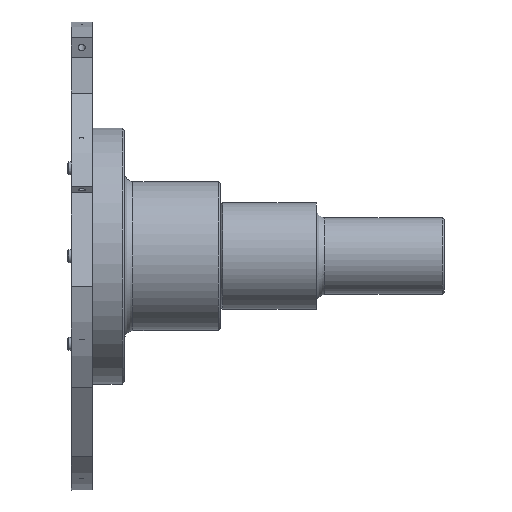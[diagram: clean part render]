
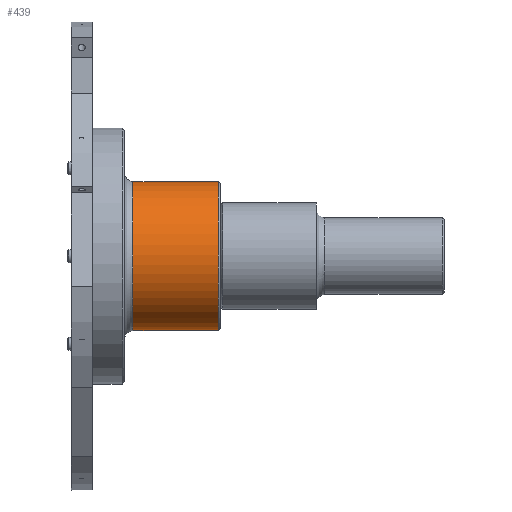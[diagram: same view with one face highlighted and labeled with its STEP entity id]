
A CAD part, top view. The second image highlights one B-rep face of the part: STEP entity #439.
In plain terms, the highlighted free-form (B-spline) face has degree [2, 1] with [7, 2] control points.
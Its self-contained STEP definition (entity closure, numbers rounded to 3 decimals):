
#140 = VERTEX_POINT('',#141);
#141 = CARTESIAN_POINT('',(24.383,44.917,0.));
#149 = EDGE_CURVE('',#140,#140,#150,.T.);
#150 = ( BOUNDED_CURVE() B_SPLINE_CURVE(2,(#151,#152,#153,#154,#155,#156
,#157),.UNSPECIFIED.,.T.,.F.) B_SPLINE_CURVE_WITH_KNOTS((1,2,2,2,2,1),(
    -2.094,0.,2.094,4.189,6.283,
8.378),.UNSPECIFIED.) CURVE() GEOMETRIC_REPRESENTATION_ITEM() 
RATIONAL_B_SPLINE_CURVE((1.,0.5,1.,0.5,1.,0.5,1.)) REPRESENTATION_ITEM(
  '') );
#151 = CARTESIAN_POINT('',(24.383,44.917,0.));
#152 = CARTESIAN_POINT('',(24.383,44.917,
    77.798));
#153 = CARTESIAN_POINT('',(24.383,-22.458,
    38.899));
#154 = CARTESIAN_POINT('',(24.383,-89.834,
    0.));
#155 = CARTESIAN_POINT('',(24.383,-22.458,
    -38.899));
#156 = CARTESIAN_POINT('',(24.383,44.917,
    -77.798));
#157 = CARTESIAN_POINT('',(24.383,44.917,0.));
#439 = ADVANCED_FACE('',(#440),#461,.T.);
#440 = FACE_BOUND('',#441,.T.);
#441 = EDGE_LOOP('',(#442,#443,#450,#460));
#442 = ORIENTED_EDGE('',*,*,#149,.T.);
#443 = ORIENTED_EDGE('',*,*,#444,.F.);
#444 = EDGE_CURVE('',#445,#140,#447,.T.);
#445 = VERTEX_POINT('',#446);
#446 = CARTESIAN_POINT('',(75.717,44.917,0.));
#447 = B_SPLINE_CURVE_WITH_KNOTS('',1,(#448,#449),.UNSPECIFIED.,.F.,.F.,
  (2,2),(1.,41.),.PIECEWISE_BEZIER_KNOTS.);
#448 = CARTESIAN_POINT('',(75.717,44.917,0.));
#449 = CARTESIAN_POINT('',(24.383,44.917,0.));
#450 = ORIENTED_EDGE('',*,*,#451,.F.);
#451 = EDGE_CURVE('',#445,#445,#452,.T.);
#452 = ( BOUNDED_CURVE() B_SPLINE_CURVE(2,(#453,#454,#455,#456,#457,#458
,#459),.UNSPECIFIED.,.T.,.F.) B_SPLINE_CURVE_WITH_KNOTS((1,2,2,2,2,1),(
    -2.094,0.,2.094,4.189,6.283,
8.378),.UNSPECIFIED.) CURVE() GEOMETRIC_REPRESENTATION_ITEM() 
RATIONAL_B_SPLINE_CURVE((1.,0.5,1.,0.5,1.,0.5,1.)) REPRESENTATION_ITEM(
  '') );
#453 = CARTESIAN_POINT('',(75.717,44.917,0.));
#454 = CARTESIAN_POINT('',(75.717,44.917,
    77.798));
#455 = CARTESIAN_POINT('',(75.717,-22.458,
    38.899));
#456 = CARTESIAN_POINT('',(75.717,-89.834,
    0.));
#457 = CARTESIAN_POINT('',(75.717,-22.458,
    -38.899));
#458 = CARTESIAN_POINT('',(75.717,44.917,
    -77.798));
#459 = CARTESIAN_POINT('',(75.717,44.917,0.));
#460 = ORIENTED_EDGE('',*,*,#444,.T.);
#461 = ( BOUNDED_SURFACE() B_SPLINE_SURFACE(2,1,(
    (#462,#463)
    ,(#464,#465)
    ,(#466,#467)
    ,(#468,#469)
    ,(#470,#471)
    ,(#472,#473)
,(#474,#475
    )),.UNSPECIFIED.,.T.,.F.,.F.) B_SPLINE_SURFACE_WITH_KNOTS((1,2,2,2,2
    ,1),(2,2),(-2.094,0.,2.094,4.189,
    6.283,8.378),(1.,41.),.UNSPECIFIED.) 
GEOMETRIC_REPRESENTATION_ITEM() RATIONAL_B_SPLINE_SURFACE((
    (1.,1.)
    ,(0.5,0.5)
    ,(1.,1.)
    ,(0.5,0.5)
    ,(1.,1.)
    ,(0.5,0.5)
,(1.,1.))) REPRESENTATION_ITEM('') SURFACE() );
#462 = CARTESIAN_POINT('',(75.717,44.917,0.));
#463 = CARTESIAN_POINT('',(24.383,44.917,0.));
#464 = CARTESIAN_POINT('',(75.717,44.917,
    -77.798));
#465 = CARTESIAN_POINT('',(24.383,44.917,
    -77.798));
#466 = CARTESIAN_POINT('',(75.717,-22.458,
    -38.899));
#467 = CARTESIAN_POINT('',(24.383,-22.458,
    -38.899));
#468 = CARTESIAN_POINT('',(75.717,-89.834,
    0.));
#469 = CARTESIAN_POINT('',(24.383,-89.834,
    0.));
#470 = CARTESIAN_POINT('',(75.717,-22.458,
    38.899));
#471 = CARTESIAN_POINT('',(24.383,-22.458,
    38.899));
#472 = CARTESIAN_POINT('',(75.717,44.917,
    77.798));
#473 = CARTESIAN_POINT('',(24.383,44.917,
    77.798));
#474 = CARTESIAN_POINT('',(75.717,44.917,0.));
#475 = CARTESIAN_POINT('',(24.383,44.917,0.));
